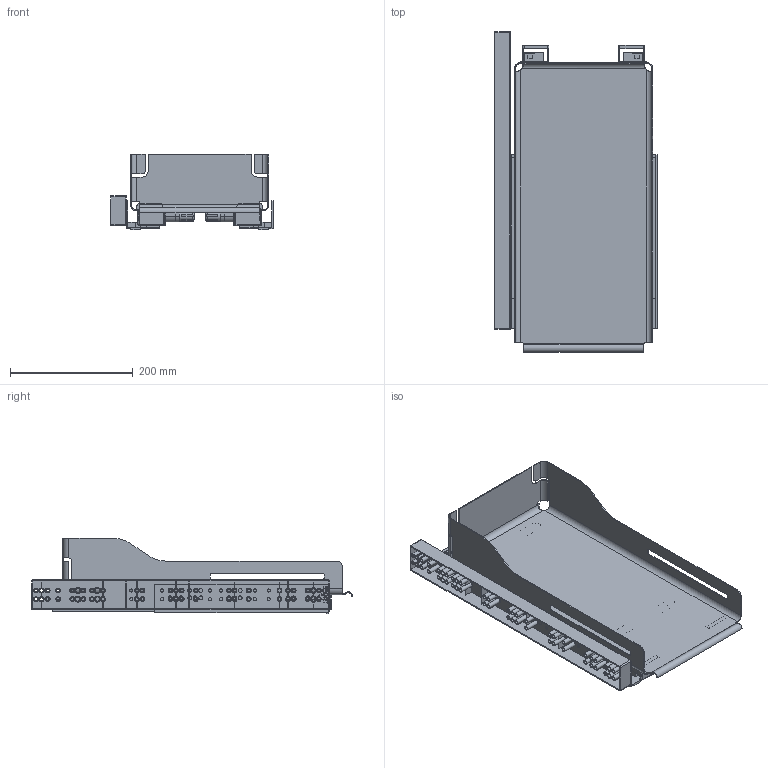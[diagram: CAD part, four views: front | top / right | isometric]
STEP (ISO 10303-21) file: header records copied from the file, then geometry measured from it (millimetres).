
FILE_DESCRIPTION(('STEP AP203'),'1');
FILE_NAME('15.1050.KPL - L.step','2021-02-21T18:45:36',(' '),(' '),'Spatial InterOp 3D',' ',' ');
FILE_SCHEMA(('CONFIG_CONTROL_DESIGN'));
Length unit declared in the file: millimetre
Products named in the file (16): 1; 2; 3; 4; 5; 6; 7; 8; 9; 10; 11; 12; 13; 14; 15; 16
Bounding box: 264 x 521.46 x 122.65 mm (x, y, z)
Volume: 1382860.9 mm3; surface area: 851868.8 mm2
Topology: 16 solids, 16 shells, 1359 faces, 3658 edges, 2368 vertices
Faces by surface type: plane 598, cylinder 550, cone 130, torus 44, bspline 20, sphere 12, extrusion 5
Full cylindrical faces by diameter (mm): 3 x4, 4 x4, 5 x54, 6 x4, 7 x48, 8 x4, 9 x18, 16 x4
Entity records: 96206 total; most frequent: CARTESIAN_POINT 61865, DIRECTION 7071, ORIENTED_EDGE 6672, EDGE_CURVE 3336, AXIS2_PLACEMENT_3D 2670, VERTEX_POINT 2298, EDGE_LOOP 1908, VECTOR 1731
